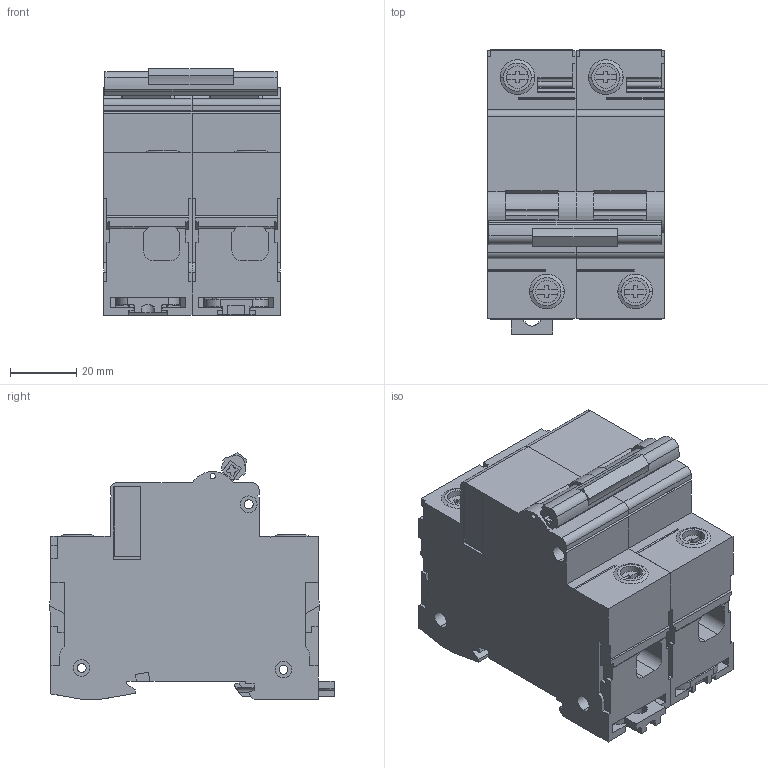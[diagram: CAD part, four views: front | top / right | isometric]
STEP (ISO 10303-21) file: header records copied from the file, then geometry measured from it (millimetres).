
FILE_DESCRIPTION((''),'2;1');
FILE_NAME('SB101053_3D-SIMPLIFIED_ASM','2011-10-04T',('quickadmin'),(''),'PRO/ENGINEER BY PARAMETRIC TECHNOLOGY CORPORATION, 2006170','PRO/ENGINEER BY PARAMETRIC TECHNOLOGY CORPORATION, 2006170','');
FILE_SCHEMA(('CONFIG_CONTROL_DESIGN'));
Length unit declared in the file: millimetre
Products named in the file (9): COQUE; VIS_6D75; MANETTE; COQUE_ASM; CLIP_LARGE; PLAQUE; CLIP_LARGE_02; EXTENSION_MANETTES_2P; SB101053_3D-SIMPLIFIED_ASM
Assembly tree (11 placements, depth 3):
  SB101053_3D-SIMPLIFIED_ASM
    COQUE_ASM  x2
      COQUE
      VIS_6D75
      MANETTE
    CLIP_LARGE
    PLAQUE  x2
    CLIP_LARGE_02
    EXTENSION_MANETTES_2P
Bounding box: 53.4 x 85.9 x 74.64 mm (x, y, z)
Volume: 230138.9 mm3; surface area: 51904.5 mm2
Topology: 13 solids, 13 shells, 872 faces, 2454 edges, 1636 vertices
Faces by surface type: plane 696, cylinder 168, cone 8
Entity records: 16607 total; most frequent: CARTESIAN_POINT 3003, ORIENTED_EDGE 2862, DIRECTION 2705, EDGE_CURVE 1431, VECTOR 1195, LINE 1195, VERTEX_POINT 954, AXIS2_PLACEMENT_3D 755
